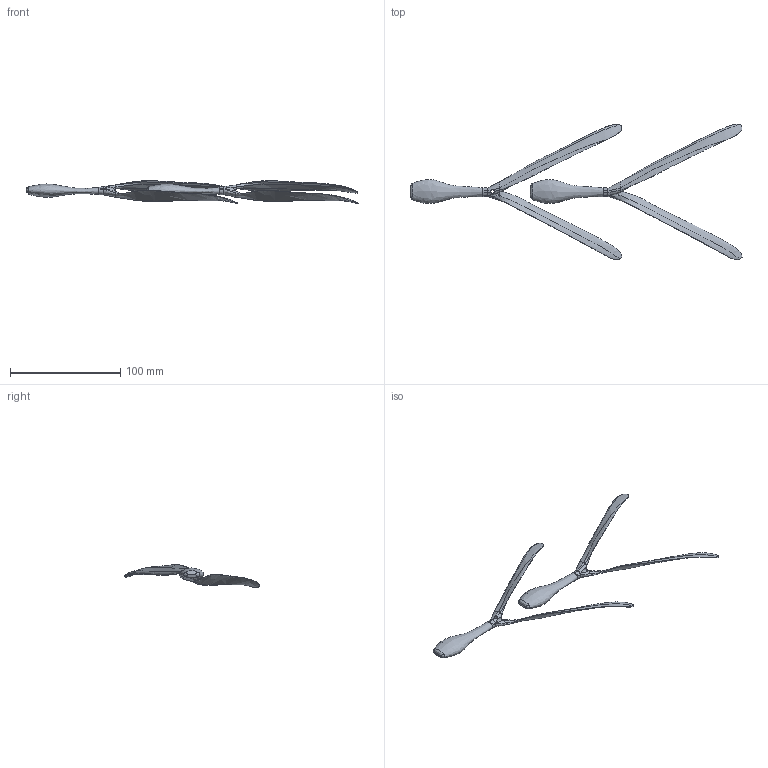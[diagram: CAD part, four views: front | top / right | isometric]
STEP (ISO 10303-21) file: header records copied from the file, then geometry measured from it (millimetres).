
FILE_DESCRIPTION(('HOOPS Exchange Step'),'2;1');
FILE_NAME('temp_export','2023-10-17T22:44:58+02:00',('mobile'),('Shapr3D Limited'),'HOOPS Exchange 2023.2','Shapr3D','Authorized');
FILE_SCHEMA( ('AUTOMOTIVE_DESIGN { 1 0 10303 214 1 1 1 1 }') );
Length unit declared in the file: millimetre
Products named in the file (2): Folder 06; root
Assembly tree (1 placements, depth 2):
  root
    Folder 06
Bounding box: 300.76 x 122.57 x 20.32 mm (x, y, z)
Volume: 26641.6 mm3; surface area: 18930.1 mm2
Topology: 10 solids, 10 shells, 96 faces, 242 edges, 156 vertices
Faces by surface type: bspline 73, plane 22, cylinder 1
Full cylindrical faces by diameter (mm): 3.2 x1
Entity records: 19448 total; most frequent: CARTESIAN_POINT 17776, ORIENTED_EDGE 468, EDGE_CURVE 234, B_SPLINE_CURVE_WITH_KNOTS 215, VERTEX_POINT 156, EDGE_LOOP 96, FACE_BOUND 96, ADVANCED_FACE 96
